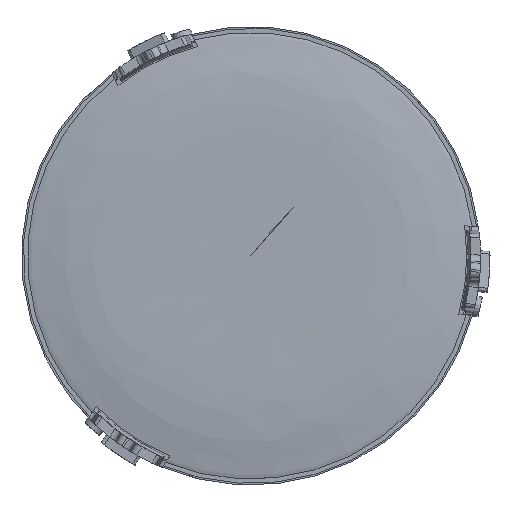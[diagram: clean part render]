
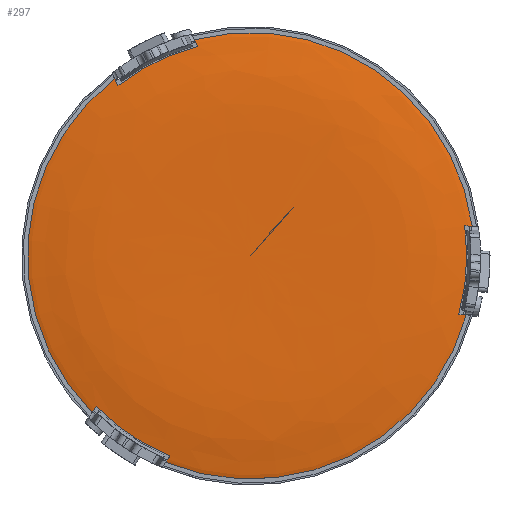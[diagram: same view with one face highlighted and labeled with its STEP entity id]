
A CAD part, top view. The second image highlights one B-rep face of the part: STEP entity #297.
In plain terms, the highlighted face is a revolution surface.
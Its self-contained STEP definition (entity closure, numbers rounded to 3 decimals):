
#297=ADVANCED_FACE('',(#745,#746),#747,.F.);
#745=FACE_BOUND('',#1599,.T.);
#746=FACE_OUTER_BOUND('',#1600,.T.);
#747=SURFACE_OF_REVOLUTION('',#1601,#1602);
#1599=VERTEX_LOOP('',#2761);
#1600=EDGE_LOOP('',(#2762,#2763,#2764,#2765,#2766,#2767,#2768,#2769,#2770,#2771,#2772,#2773));
#1601=B_SPLINE_CURVE_WITH_KNOTS('',3,(#2774,#2775,#2776,#2777,#2778,#2779,#2780,#2781,#2782,#2783,#2784,#2785,#2786,#2787,#2788,#2789,#2790,#2791,#2792),.UNSPECIFIED.,.F.,.F.,(4,3,3,3,3,3,4),(0.0,1.0,2.0,3.0,4.0,5.0,6.0),.UNSPECIFIED.);
#1602=AXIS1_PLACEMENT('',#2793,#2794);
#2761=VERTEX_POINT('',#6311);
#2762=ORIENTED_EDGE('',*,*,#6308,.F.);
#2763=ORIENTED_EDGE('',*,*,#6293,.F.);
#2764=ORIENTED_EDGE('',*,*,#6276,.F.);
#2765=ORIENTED_EDGE('',*,*,#6288,.F.);
#2766=ORIENTED_EDGE('',*,*,#6309,.F.);
#2767=ORIENTED_EDGE('',*,*,#6301,.F.);
#2768=ORIENTED_EDGE('',*,*,#6279,.F.);
#2769=ORIENTED_EDGE('',*,*,#6296,.F.);
#2770=ORIENTED_EDGE('',*,*,#6310,.F.);
#2771=ORIENTED_EDGE('',*,*,#6303,.F.);
#2772=ORIENTED_EDGE('',*,*,#6283,.F.);
#2773=ORIENTED_EDGE('',*,*,#6244,.F.);
#2774=CARTESIAN_POINT('',(0.0,21.961,0.0));
#2775=CARTESIAN_POINT('',(-3.316,21.955,0.0));
#2776=CARTESIAN_POINT('',(-6.653,21.949,0.0));
#2777=CARTESIAN_POINT('',(-9.908,21.961,0.0));
#2778=CARTESIAN_POINT('',(-13.163,21.972,0.0));
#2779=CARTESIAN_POINT('',(-16.638,21.995,0.0));
#2780=CARTESIAN_POINT('',(-18.916,21.968,0.0));
#2781=CARTESIAN_POINT('',(-21.194,21.941,0.0));
#2782=CARTESIAN_POINT('',(-22.241,21.917,0.0));
#2783=CARTESIAN_POINT('',(-23.682,21.846,0.0));
#2784=CARTESIAN_POINT('',(-25.123,21.775,0.0));
#2785=CARTESIAN_POINT('',(-26.698,21.648,0.0));
#2786=CARTESIAN_POINT('',(-28.036,21.442,0.0));
#2787=CARTESIAN_POINT('',(-29.373,21.236,0.0));
#2788=CARTESIAN_POINT('',(-30.692,20.963,0.0));
#2789=CARTESIAN_POINT('',(-31.465,20.886,0.0));
#2790=CARTESIAN_POINT('',(-32.239,20.809,0.0));
#2791=CARTESIAN_POINT('',(-32.85,20.7,0.0));
#2792=CARTESIAN_POINT('',(-32.879,20.465,0.0));
#2793=CARTESIAN_POINT('',(0.0,0.0,0.0));
#2794=DIRECTION('',(-0.0,1.0,-0.0));
#6244=EDGE_CURVE('',#7417,#7419,#7420,.T.);
#6276=EDGE_CURVE('',#7476,#7472,#7478,.T.);
#6279=EDGE_CURVE('',#7481,#7479,#7483,.T.);
#6283=EDGE_CURVE('',#7419,#7487,#7489,.T.);
#6288=EDGE_CURVE('',#7495,#7476,#7497,.T.);
#6293=EDGE_CURVE('',#7472,#7499,#7505,.T.);
#6296=EDGE_CURVE('',#7507,#7481,#7509,.T.);
#6301=EDGE_CURVE('',#7479,#7512,#7517,.T.);
#6303=EDGE_CURVE('',#7487,#7518,#7520,.T.);
#6308=EDGE_CURVE('',#7499,#7417,#7525,.T.);
#6309=EDGE_CURVE('',#7512,#7495,#7526,.T.);
#6310=EDGE_CURVE('',#7518,#7507,#7527,.T.);
#6311=CARTESIAN_POINT('',(0.0,21.961,0.0));
#7417=VERTEX_POINT('',#9372);
#7419=VERTEX_POINT('',#9375);
#7420=B_SPLINE_CURVE_WITH_KNOTS('',3,(#9376,#9377,#9378,#9379,#9380,#9381,#9382,#9383),.UNSPECIFIED.,.F.,.F.,(4,2,2,4),(0.0,0.,0.001,0.001),.UNSPECIFIED.);
#7472=VERTEX_POINT('',#9448);
#7476=VERTEX_POINT('',#9453);
#7478=CIRCLE('',#9456,31.6);
#7479=VERTEX_POINT('',#9457);
#7481=VERTEX_POINT('',#9460);
#7483=CIRCLE('',#9463,31.6);
#7487=VERTEX_POINT('',#9468);
#7489=CIRCLE('',#9471,31.6);
#7495=VERTEX_POINT('',#9482);
#7497=B_SPLINE_CURVE_WITH_KNOTS('',3,(#9485,#9486,#9487,#9488,#9489,#9490,#9491,#9492),.UNSPECIFIED.,.F.,.F.,(4,2,2,4),(0.,0.,0.001,0.001),.UNSPECIFIED.);
#7499=VERTEX_POINT('',#9494);
#7505=B_SPLINE_CURVE_WITH_KNOTS('',3,(#9506,#9507,#9508,#9509,#9510,#9511,#9512,#9513),.UNSPECIFIED.,.F.,.F.,(4,2,2,4),(0.,0.001,0.001,0.001),.UNSPECIFIED.);
#7507=VERTEX_POINT('',#9516);
#7509=B_SPLINE_CURVE_WITH_KNOTS('',3,(#9519,#9520,#9521,#9522,#9523,#9524,#9525,#9526),.UNSPECIFIED.,.F.,.F.,(4,2,2,4),(0.0,0.,0.001,0.001),.UNSPECIFIED.);
#7512=VERTEX_POINT('',#9530);
#7517=B_SPLINE_CURVE_WITH_KNOTS('',3,(#9540,#9541,#9542,#9543,#9544,#9545,#9546,#9547),.UNSPECIFIED.,.F.,.F.,(4,2,2,4),(0.,0.001,0.001,0.001),.UNSPECIFIED.);
#7518=VERTEX_POINT('',#9548);
#7520=B_SPLINE_CURVE_WITH_KNOTS('',3,(#9551,#9552,#9553,#9554,#9555,#9556,#9557,#9558),.UNSPECIFIED.,.F.,.F.,(4,2,2,4),(0.,0.001,0.001,0.001),.UNSPECIFIED.);
#7525=CIRCLE('',#9563,32.688);
#7526=CIRCLE('',#9564,32.688);
#7527=CIRCLE('',#9565,32.688);
#9372=CARTESIAN_POINT('',(-21.647,20.654,-24.494));
#9375=CARTESIAN_POINT('',(-21.091,20.872,-23.531));
#9376=CARTESIAN_POINT('',(-21.647,20.654,-24.494));
#9377=CARTESIAN_POINT('',(-21.604,20.693,-24.418));
#9378=CARTESIAN_POINT('',(-21.558,20.719,-24.34));
#9379=CARTESIAN_POINT('',(-21.466,20.764,-24.18));
#9380=CARTESIAN_POINT('',(-21.42,20.782,-24.1));
#9381=CARTESIAN_POINT('',(-21.279,20.829,-23.857));
#9382=CARTESIAN_POINT('',(-21.186,20.852,-23.694));
#9383=CARTESIAN_POINT('',(-21.091,20.872,-23.531));
#9448=CARTESIAN_POINT('',(-21.091,20.872,23.531));
#9453=CARTESIAN_POINT('',(-9.833,20.872,30.031));
#9456=AXIS2_PLACEMENT_3D('',#16149,#16150,#16151);
#9457=CARTESIAN_POINT('',(30.924,20.872,6.5));
#9460=CARTESIAN_POINT('',(30.924,20.872,-6.5));
#9463=AXIS2_PLACEMENT_3D('',#16154,#16155,#16156);
#9468=CARTESIAN_POINT('',(-9.833,20.872,-30.031));
#9471=AXIS2_PLACEMENT_3D('',#16162,#16163,#16164);
#9482=CARTESIAN_POINT('',(-10.389,20.654,30.994));
#9485=CARTESIAN_POINT('',(-10.389,20.654,30.994));
#9486=CARTESIAN_POINT('',(-10.345,20.693,30.918));
#9487=CARTESIAN_POINT('',(-10.3,20.719,30.84));
#9488=CARTESIAN_POINT('',(-10.208,20.764,30.68));
#9489=CARTESIAN_POINT('',(-10.161,20.782,30.6));
#9490=CARTESIAN_POINT('',(-10.021,20.829,30.357));
#9491=CARTESIAN_POINT('',(-9.927,20.852,30.194));
#9492=CARTESIAN_POINT('',(-9.833,20.872,30.031));
#9494=CARTESIAN_POINT('',(-21.647,20.654,24.494));
#9506=CARTESIAN_POINT('',(-21.091,20.872,23.531));
#9507=CARTESIAN_POINT('',(-21.186,20.852,23.694));
#9508=CARTESIAN_POINT('',(-21.279,20.829,23.857));
#9509=CARTESIAN_POINT('',(-21.419,20.782,24.099));
#9510=CARTESIAN_POINT('',(-21.465,20.765,24.179));
#9511=CARTESIAN_POINT('',(-21.557,20.72,24.338));
#9512=CARTESIAN_POINT('',(-21.603,20.694,24.417));
#9513=CARTESIAN_POINT('',(-21.647,20.654,24.494));
#9516=CARTESIAN_POINT('',(32.036,20.654,-6.5));
#9519=CARTESIAN_POINT('',(32.036,20.654,-6.5));
#9520=CARTESIAN_POINT('',(31.949,20.693,-6.5));
#9521=CARTESIAN_POINT('',(31.858,20.719,-6.5));
#9522=CARTESIAN_POINT('',(31.674,20.764,-6.5));
#9523=CARTESIAN_POINT('',(31.581,20.782,-6.5));
#9524=CARTESIAN_POINT('',(31.301,20.829,-6.5));
#9525=CARTESIAN_POINT('',(31.113,20.852,-6.5));
#9526=CARTESIAN_POINT('',(30.924,20.872,-6.5));
#9530=CARTESIAN_POINT('',(32.036,20.654,6.5));
#9540=CARTESIAN_POINT('',(30.924,20.872,6.5));
#9541=CARTESIAN_POINT('',(31.113,20.852,6.5));
#9542=CARTESIAN_POINT('',(31.301,20.829,6.5));
#9543=CARTESIAN_POINT('',(31.58,20.782,6.5));
#9544=CARTESIAN_POINT('',(31.673,20.765,6.5));
#9545=CARTESIAN_POINT('',(31.856,20.72,6.5));
#9546=CARTESIAN_POINT('',(31.947,20.694,6.5));
#9547=CARTESIAN_POINT('',(32.036,20.654,6.5));
#9548=CARTESIAN_POINT('',(-10.389,20.654,-30.994));
#9551=CARTESIAN_POINT('',(-9.833,20.872,-30.031));
#9552=CARTESIAN_POINT('',(-9.927,20.852,-30.194));
#9553=CARTESIAN_POINT('',(-10.021,20.829,-30.357));
#9554=CARTESIAN_POINT('',(-10.161,20.782,-30.599));
#9555=CARTESIAN_POINT('',(-10.207,20.765,-30.679));
#9556=CARTESIAN_POINT('',(-10.299,20.72,-30.838));
#9557=CARTESIAN_POINT('',(-10.344,20.694,-30.917));
#9558=CARTESIAN_POINT('',(-10.389,20.654,-30.994));
#9563=AXIS2_PLACEMENT_3D('',#16189,#16190,#16191);
#9564=AXIS2_PLACEMENT_3D('',#16192,#16193,#16194);
#9565=AXIS2_PLACEMENT_3D('',#16195,#16196,#16197);
#16149=CARTESIAN_POINT('',(0.0,20.872,0.0));
#16150=DIRECTION('',(0.0,-1.0,0.0));
#16151=DIRECTION('',(0.0,0.0,-1.0));
#16154=CARTESIAN_POINT('',(0.0,20.872,0.0));
#16155=DIRECTION('',(0.0,-1.0,0.0));
#16156=DIRECTION('',(0.0,0.0,-1.0));
#16162=CARTESIAN_POINT('',(0.0,20.872,0.0));
#16163=DIRECTION('',(0.0,-1.0,0.0));
#16164=DIRECTION('',(0.0,0.0,-1.0));
#16189=CARTESIAN_POINT('',(0.0,20.654,0.0));
#16190=DIRECTION('',(0.0,-1.0,0.0));
#16191=DIRECTION('',(0.0,0.0,-1.0));
#16192=CARTESIAN_POINT('',(0.0,20.654,0.0));
#16193=DIRECTION('',(0.0,-1.0,0.0));
#16194=DIRECTION('',(0.0,0.0,-1.0));
#16195=CARTESIAN_POINT('',(0.0,20.654,0.0));
#16196=DIRECTION('',(0.0,-1.0,0.0));
#16197=DIRECTION('',(0.0,0.0,-1.0));
